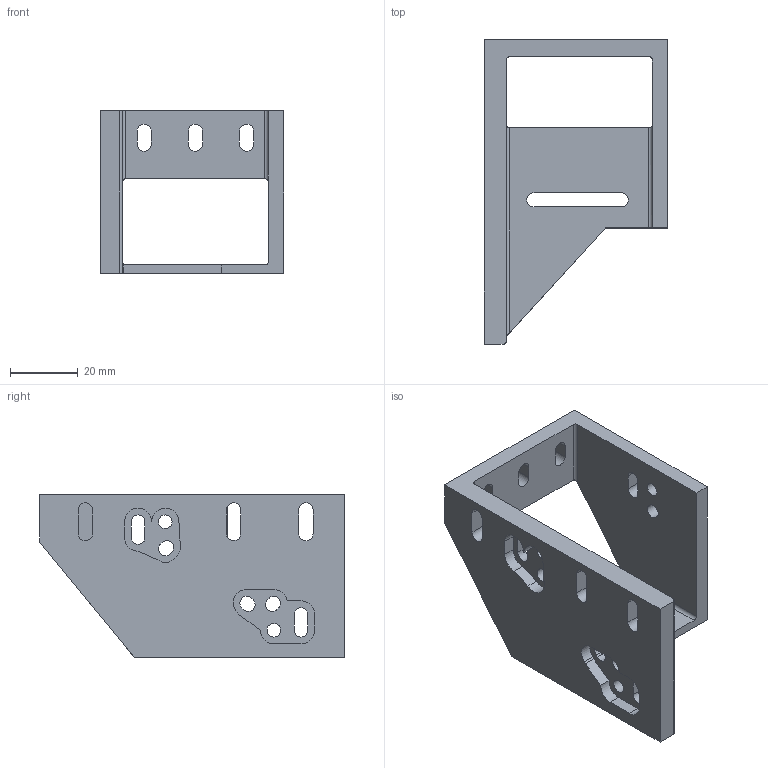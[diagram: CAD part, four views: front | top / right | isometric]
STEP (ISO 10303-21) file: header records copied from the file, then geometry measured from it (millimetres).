
FILE_DESCRIPTION(/* description */ ('STEP AP203'),/* implementation_level */ '2;1');
FILE_NAME(/* name */ '',/* time_stamp */ '2024-10-24T16:42:43+03:00',/* author */ ('Phantom'),/* organization */ (''),/* preprocessor_version */ 'ST-DEVELOPER v20',/* originating_system */ 'Autodesk Inventor 2025',/* authorisation */ '');
FILE_SCHEMA (('AUTOMOTIVE_DESIGN { 1 0 10303 214 3 1 1 }'));
Length unit declared in the file: millimetre
Products named in the file (1): 1120-0003-0096_MIR1
Bounding box: 54 x 89.75 x 48 mm (x, y, z)
Volume: 38658.4 mm3; surface area: 20706.1 mm2
Topology: 1 solids, 1 shells, 100 faces, 291 edges, 195 vertices
Faces by surface type: plane 53, cylinder 47
Full cylindrical faces by diameter (mm): 4 x3
Entity records: 3455 total; most frequent: DIRECTION 587, CARTESIAN_POINT 587, ORIENTED_EDGE 582, EDGE_CURVE 291, LINE 197, VECTOR 197, AXIS2_PLACEMENT_3D 195, VERTEX_POINT 194
